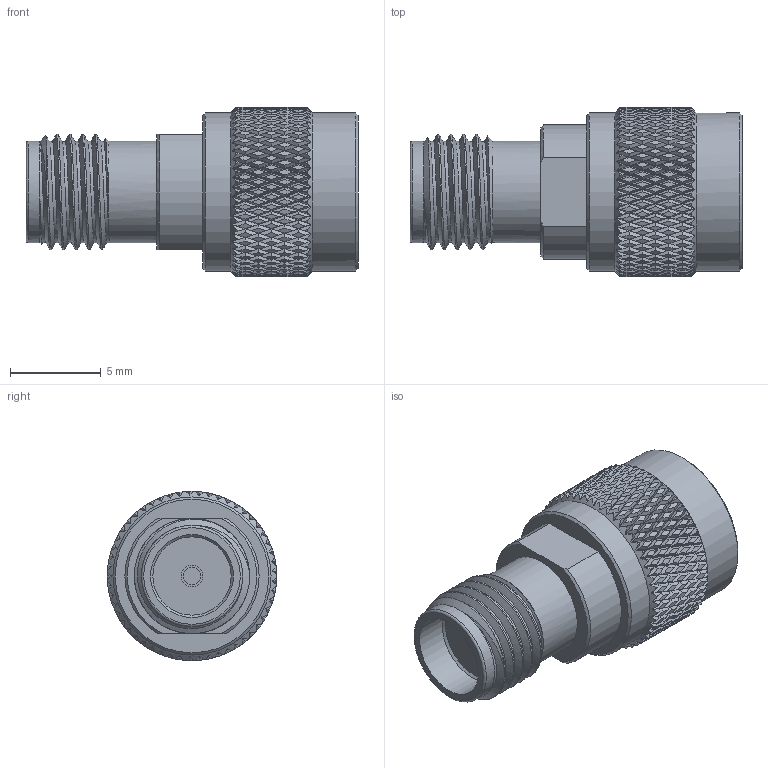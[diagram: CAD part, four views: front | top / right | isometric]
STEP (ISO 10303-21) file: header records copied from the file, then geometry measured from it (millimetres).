
FILE_DESCRIPTION (( 'STEP AP203' ), '1' );
FILE_NAME ('PE91336_3D.step', '2022-01-26T16:13:29', ( '' ), ( '' ), 'SwSTEP 2.0', 'SolidWorks 2021', '' );
FILE_SCHEMA (( 'CONFIG_CONTROL_DESIGN' ));
Length unit declared in the file: inch
Products named in the file (1): PE91336_3D
Bounding box: 18.29 x 9.32 x 9.32 mm (x, y, z)
Volume: 636.7 mm3; surface area: 895.6 mm2
Topology: 1 solids, 1 shells, 1705 faces, 3743 edges, 2050 vertices
Faces by surface type: bspline 1275, cylinder 387, plane 30, cone 12, torus 1
Full cylindrical faces by diameter (mm): 0.94 x2, 1.194 x1, 1.27 x1, 1.448 x1, 4.445 x1, 4.572 x1, 4.699 x1, 5.582 x2, 6.35 x1, 8.713 x2
Entity records: 66544 total; most frequent: CARTESIAN_POINT 44013, ORIENTED_EDGE 7428, EDGE_CURVE 3714, VERTEX_POINT 2043, EDGE_LOOP 1737, FACE_OUTER_BOUND 1719, ADVANCED_FACE 1705, B_SPLINE_CURVE_WITH_KNOTS 1605
